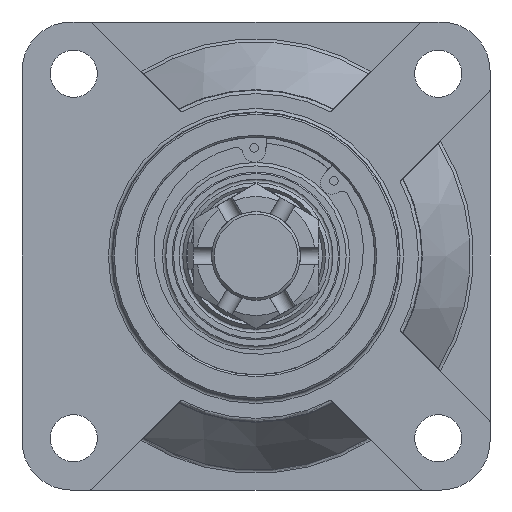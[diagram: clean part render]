
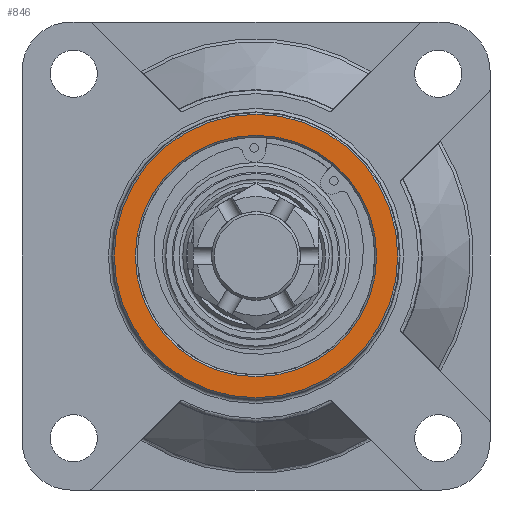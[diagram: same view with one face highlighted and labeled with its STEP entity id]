
A CAD part, left-side view. The second image highlights one B-rep face of the part: STEP entity #846.
In plain terms, the highlighted planar face has unit normal (-1, 0, 0).
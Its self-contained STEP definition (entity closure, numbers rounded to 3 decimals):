
#846 = ADVANCED_FACE( '', ( #1737, #1738 ), #1739, .F. );
#1737 = FACE_OUTER_BOUND( '', #2662, .T. );
#1738 = FACE_BOUND( '', #2663, .T. );
#1739 = PLANE( '', #2664 );
#2662 = EDGE_LOOP( '', ( #4496 ) );
#2663 = EDGE_LOOP( '', ( #4497 ) );
#2664 = AXIS2_PLACEMENT_3D( '', #4498, #4499, #4500 );
#4496 = ORIENTED_EDGE( '', *, *, #5663, .F. );
#4497 = ORIENTED_EDGE( '', *, *, #5580, .T. );
#4498 = CARTESIAN_POINT( '', ( -46., 0., 0. ) );
#4499 = DIRECTION( '', ( 1., 0., 0. ) );
#4500 = DIRECTION( '', ( 0., 0., -1. ) );
#5580 = EDGE_CURVE( '', #6731, #6731, #6732, .T. );
#5663 = EDGE_CURVE( '', #6834, #6834, #6835, .T. );
#6731 = VERTEX_POINT( '', #8770 );
#6732 = CIRCLE( '', #8771, 34.55 );
#6834 = VERTEX_POINT( '', #8957 );
#6835 = CIRCLE( '', #8958, 40.6 );
#8770 = CARTESIAN_POINT( '', ( -46., 0., -34.55 ) );
#8771 = AXIS2_PLACEMENT_3D( '', #9886, #9887, #9888 );
#8957 = CARTESIAN_POINT( '', ( -46., 0., -40.6 ) );
#8958 = AXIS2_PLACEMENT_3D( '', #9968, #9969, #9970 );
#9886 = CARTESIAN_POINT( '', ( -46., 0., 0. ) );
#9887 = DIRECTION( '', ( 1., 0., 0. ) );
#9888 = DIRECTION( '', ( 0., 0., -1. ) );
#9968 = CARTESIAN_POINT( '', ( -46., 0., 0. ) );
#9969 = DIRECTION( '', ( 1., 0., 0. ) );
#9970 = DIRECTION( '', ( 0., 0., -1. ) );
